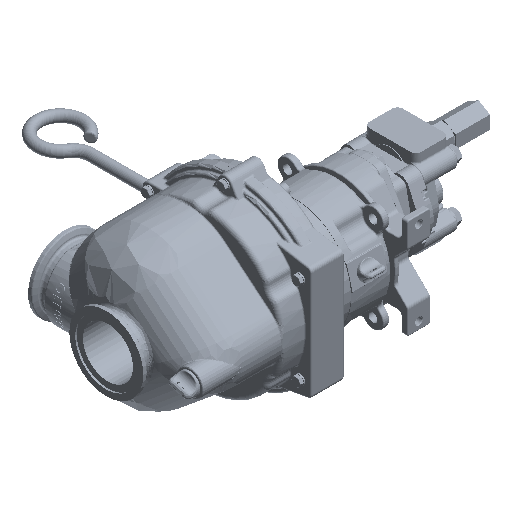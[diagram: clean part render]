
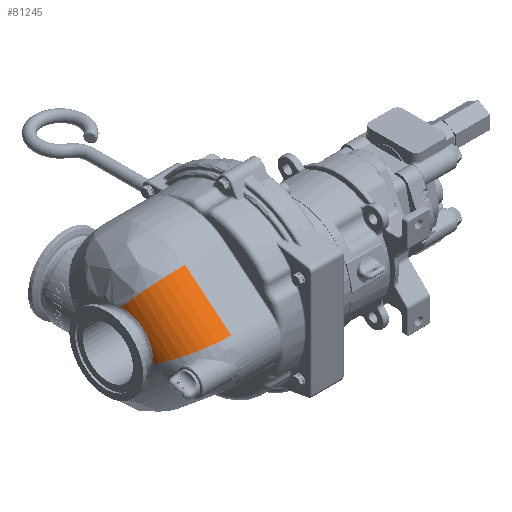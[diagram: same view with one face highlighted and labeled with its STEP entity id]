
A CAD part, isometric view. The second image highlights one B-rep face of the part: STEP entity #81245.
In plain terms, the highlighted cylindrical face has radius 63.5 mm (diameter 127 mm), a partial arc.
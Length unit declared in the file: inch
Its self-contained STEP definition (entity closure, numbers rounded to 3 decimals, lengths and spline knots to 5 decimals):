
#77003=CARTESIAN_POINT('',(-1.37102,-4.17521,-4.8));
#77004=VERTEX_POINT('',#77003);
#77012=CARTESIAN_POINT('',(-0.3502,-2.48938,-7.21707));
#77013=VERTEX_POINT('',#77012);
#77014=CARTESIAN_POINT('',(0.,-1.91105,-4.8));
#77015=DIRECTION('',(0.855,-0.518,0.));
#77016=DIRECTION('',(-0.518,-0.855,0.0));
#77017=AXIS2_PLACEMENT_3D('',#77014,#77015,#77016);
#77018=ELLIPSE('',#77017,2.64691,2.5);
#77019=EDGE_CURVE('',#77004,#77013,#77018,.T.);
#77021=CARTESIAN_POINT('',(-0.21264,-2.26221,-7.26975));
#77022=VERTEX_POINT('',#77021);
#77023=CARTESIAN_POINT('',(0.,-1.91105,-4.8));
#77024=DIRECTION('',(0.855,-0.518,0.));
#77025=DIRECTION('',(-0.518,-0.855,0.0));
#77026=AXIS2_PLACEMENT_3D('',#77023,#77024,#77025);
#77027=ELLIPSE('',#77026,2.64691,2.5);
#77028=EDGE_CURVE('',#77013,#77022,#77027,.T.);
#77030=CARTESIAN_POINT('',(-0.06718,-2.02199,-7.297));
#77031=VERTEX_POINT('',#77030);
#77032=CARTESIAN_POINT('',(0.,-1.91105,-4.8));
#77033=DIRECTION('',(0.855,-0.518,0.));
#77034=DIRECTION('',(-0.518,-0.855,0.0));
#77035=AXIS2_PLACEMENT_3D('',#77032,#77033,#77034);
#77036=ELLIPSE('',#77035,2.64691,2.5);
#77037=EDGE_CURVE('',#77022,#77031,#77036,.T.);
#78598=CARTESIAN_POINT('',(-3.66151,-1.40894,-4.8));
#78599=VERTEX_POINT('',#78598);
#78606=CARTESIAN_POINT('',(-1.37102,-4.17521,-4.8));
#78607=DIRECTION('',(-0.638,0.77,0.0));
#78608=VECTOR('',#78607,3.59147);
#78609=LINE('',#78606,#78608);
#78610=EDGE_CURVE('',#77004,#78599,#78609,.T.);
#79059=CARTESIAN_POINT('',(-2.00364,-0.03621,-7.27572));
#79060=VERTEX_POINT('',#79059);
#79236=CARTESIAN_POINT('',(-0.06718,-2.02199,-7.297));
#79237=CARTESIAN_POINT('',(-0.20445,-2.01026,-7.29218));
#79238=CARTESIAN_POINT('',(-0.48197,-1.95592,-7.27155));
#79239=CARTESIAN_POINT('',(-0.87418,-1.7904,-7.22962));
#79240=CARTESIAN_POINT('',(-1.23551,-1.54314,-7.19534));
#79241=CARTESIAN_POINT('',(-1.54137,-1.22964,-7.18393));
#79242=CARTESIAN_POINT('',(-1.78263,-0.85925,-7.19986));
#79243=CARTESIAN_POINT('',(-1.94241,-0.45762,-7.23647));
#79244=CARTESIAN_POINT('',(-1.99326,-0.17549,-7.26437));
#79245=CARTESIAN_POINT('',(-2.00364,-0.03621,-7.27572));
#79246=B_SPLINE_CURVE_WITH_KNOTS('',3,(#79236,#79237,#79238,#79239,#79240,#79241,#79242,#79243,#79244,#79245),.UNSPECIFIED.,.F.,.U.,(4,1,1,1,1,1,1,4),(0.0,1.1052,2.21039,3.31559,4.42078,5.52598,6.63117,7.73637),.UNSPECIFIED.);
#79247=EDGE_CURVE('',#77031,#79060,#79246,.T.);
#81226=CARTESIAN_POINT('',(-0.26683,-1.58879,-4.8));
#81227=DIRECTION('',(0.638,-0.77,0.0));
#81228=DIRECTION('',(-0.545,-0.451,-0.707));
#81229=AXIS2_PLACEMENT_3D('',#81226,#81227,#81228);
#81230=CYLINDRICAL_SURFACE('',#81229,2.5);
#81231=ORIENTED_EDGE('',*,*,#79247,.F.);
#81232=ORIENTED_EDGE('',*,*,#77037,.F.);
#81233=ORIENTED_EDGE('',*,*,#77028,.F.);
#81234=ORIENTED_EDGE('',*,*,#77019,.F.);
#81235=ORIENTED_EDGE('',*,*,#78610,.T.);
#81236=CARTESIAN_POINT('',(-1.73593,0.18546,-4.8));
#81237=DIRECTION('',(-0.638,0.77,0.0));
#81238=DIRECTION('',(0.0,0.0,-1.0));
#81239=AXIS2_PLACEMENT_3D('',#81236,#81237,#81238);
#81240=CIRCLE('',#81239,2.5);
#81241=EDGE_CURVE('',#79060,#78599,#81240,.T.);
#81242=ORIENTED_EDGE('',*,*,#81241,.F.);
#81243=EDGE_LOOP('',(#81231,#81232,#81233,#81234,#81235,#81242));
#81244=FACE_OUTER_BOUND('',#81243,.T.);
#81245=ADVANCED_FACE('',(#81244),#81230,.T.);
